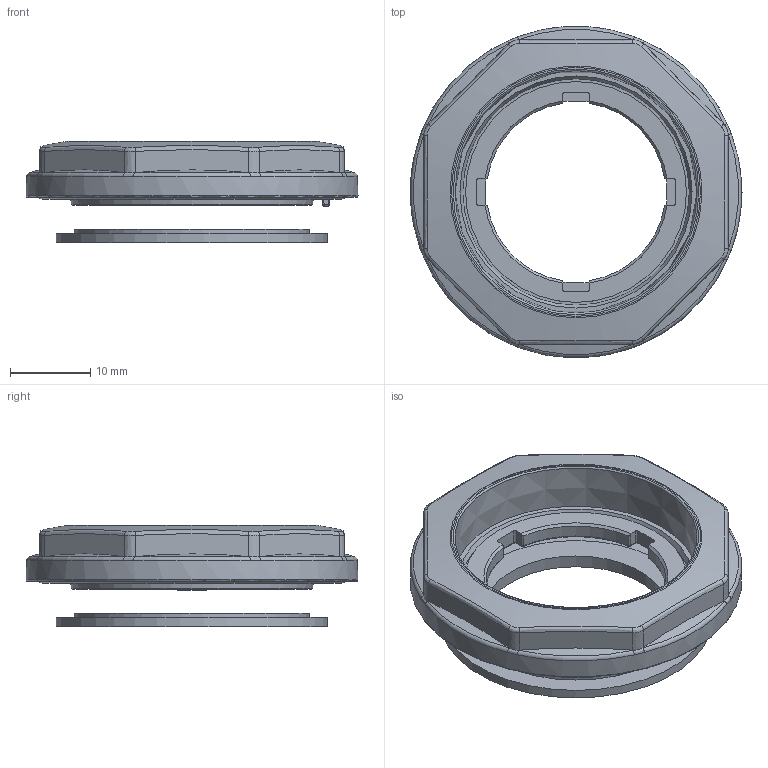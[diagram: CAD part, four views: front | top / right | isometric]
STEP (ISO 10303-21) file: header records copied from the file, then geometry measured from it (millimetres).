
FILE_DESCRIPTION(/* description */ (''),/* implementation_level */ '2;1');
FILE_NAME(/* name */ 'FILE_STP_CAD_DRAWING_2d_LPXA162M_prt.stp',/* time_stamp */ '2021-09-08T13:58:39+02:00',/* author */ (''),/* organization */ (''),/* preprocessor_version */ 'ST-DEVELOPER v16.7',/* originating_system */ 'SIEMENS PLM Software NX 12.0',/* authorisation */ '');
FILE_SCHEMA (('AUTOMOTIVE_DESIGN { 1 0 10303 214 3 1 1 1 }'));
Length unit declared in the file: millimetre
Products named in the file (2): 3d_LPXA162M; 2d_LPXA162M
Assembly tree (1 placements, depth 2):
  2d_LPXA162M
    3d_LPXA162M
Bounding box: 41.49 x 41.49 x 12.65 mm (x, y, z)
Surface area: 5577.1 mm2 (no closed solid volume)
Topology: 0 solids, 3 shells, 382 faces, 939 edges, 552 vertices
Faces by surface type: bspline 108, cylinder 77, plane 73, torus 69, cone 43, sphere 12
Full cylindrical faces by diameter (mm): 22.8 x1, 29.5 x1, 34 x1, 39.55 x1
Entity records: 14485 total; most frequent: CARTESIAN_POINT 6415, ORIENTED_EDGE 1766, DIRECTION 1539, EDGE_CURVE 904, AXIS2_PLACEMENT_3D 672, VERTEX_POINT 546, EDGE_LOOP 413, CIRCLE 388
